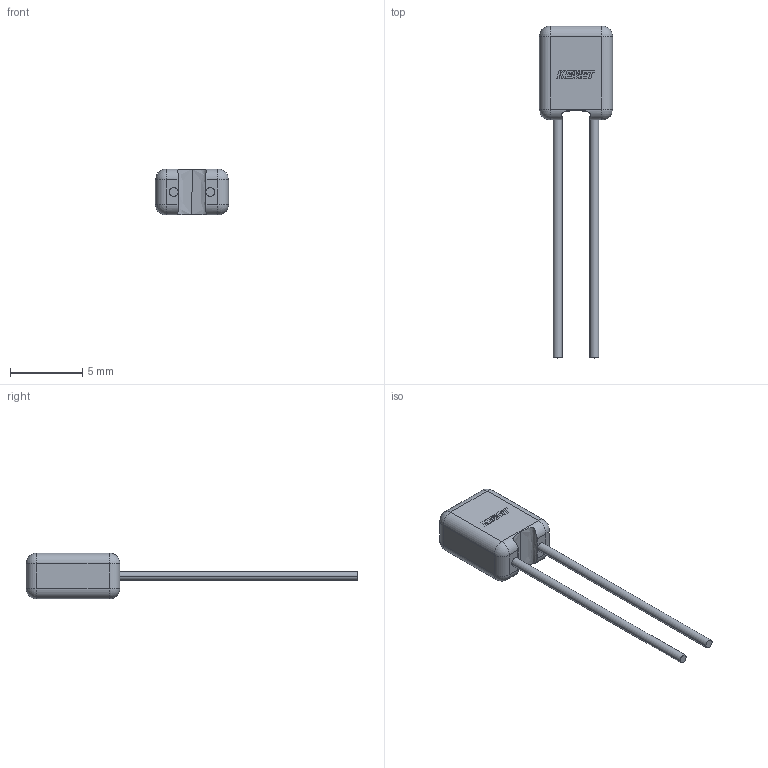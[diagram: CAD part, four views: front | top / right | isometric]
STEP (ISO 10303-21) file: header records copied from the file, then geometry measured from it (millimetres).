
FILE_DESCRIPTION (( 'STEP AP214' ), '1' );
FILE_NAME ('CCR_KRCST_C320_L5.08H5.84T3.18S2.54H016.5F0.61.STEP', '2020-09-25T17:39:11', ( '' ), ( '' ), 'SwSTEP 2.0', 'SolidWorks 2014', '' );
FILE_SCHEMA (( 'AUTOMOTIVE_DESIGN' ));
Length unit declared in the file: millimetre
Products named in the file (1): CCR_KRCST_C320_L5.08H5.84T3.18S2.54H016.5F0.61
Bounding box: 5.08 x 23.01 x 3.19 mm (x, y, z)
Volume: 104.8 mm3; surface area: 186.9 mm2
Topology: 4 solids, 4 shells, 92 faces, 232 edges, 140 vertices
Faces by surface type: plane 66, cylinder 16, sphere 8, bspline 2
Entity records: 3793 total; most frequent: CARTESIAN_POINT 555, ORIENTED_EDGE 448, DIRECTION 434, EDGE_CURVE 224, LINE 188, VECTOR 188, VERTEX_POINT 140, AXIS2_PLACEMENT_3D 123
